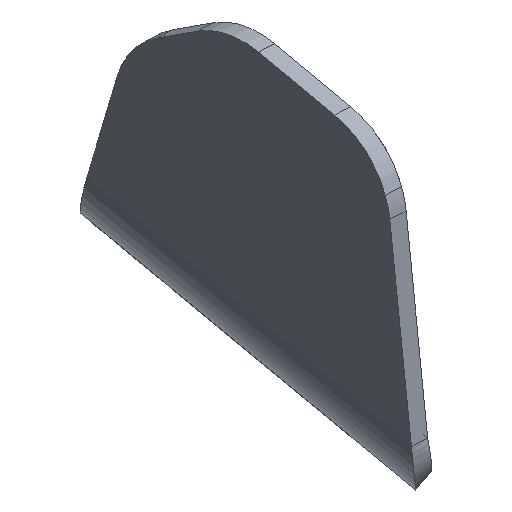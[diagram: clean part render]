
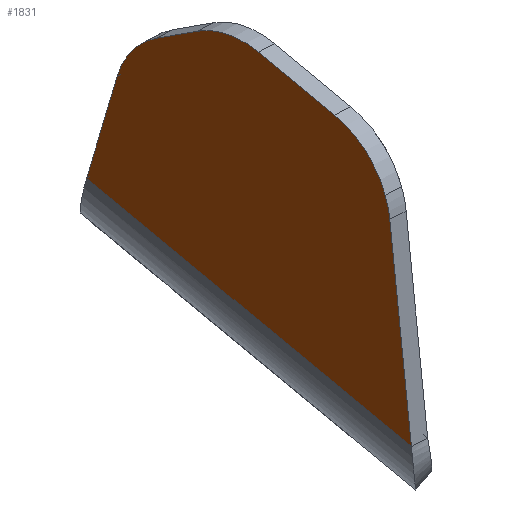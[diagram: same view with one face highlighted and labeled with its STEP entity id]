
A CAD part, left-side view. The second image highlights one B-rep face of the part: STEP entity #1831.
In plain terms, the highlighted planar face has unit normal (-0.641, 0.681, -0.355).
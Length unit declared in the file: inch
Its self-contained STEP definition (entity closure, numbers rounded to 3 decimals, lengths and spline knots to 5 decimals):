
#9 = VERTEX_POINT ( 'NONE', #1101 ) ;
#47 = VERTEX_POINT ( 'NONE', #286 ) ;
#96 = CARTESIAN_POINT ( 'NONE',  ( -4.28993, 0.90031, -10.0937 ) ) ;
#150 = CARTESIAN_POINT ( 'NONE',  ( -5.04707, -0.00517, -10.46339 ) ) ;
#184 = VERTEX_POINT ( 'NONE', #271 ) ;
#187 = CARTESIAN_POINT ( 'NONE',  ( -5.08685, 0.01581, -10.3513 ) ) ;
#189 = EDGE_CURVE ( 'NONE', #933, #9, #1269, .T. ) ;
#220 = PLANE ( 'NONE',  #1912 ) ;
#238 = EDGE_CURVE ( 'NONE', #9, #1649, #1768, .T. ) ;
#244 = LINE ( 'NONE', #1488, #433 ) ;
#247 = EDGE_CURVE ( 'NONE', #1649, #405, #814, .T. ) ;
#271 = CARTESIAN_POINT ( 'NONE',  ( -5.04322, 0.24856, -9.98356 ) ) ;
#286 = CARTESIAN_POINT ( 'NONE',  ( -4.58735, 0.87932, -9.59682 ) ) ;
#310 = EDGE_CURVE ( 'NONE', #405, #418, #323, .T. ) ;
#323 = LINE ( 'NONE', #480, #569 ) ;
#405 = VERTEX_POINT ( 'NONE', #579 ) ;
#409 = ORIENTED_EDGE ( 'NONE', *, *, #247, .T. ) ;
#418 = VERTEX_POINT ( 'NONE', #150 ) ;
#433 = VECTOR ( 'NONE', #1777, 39.37008 ) ;
#445 = DIRECTION ( 'NONE',  ( -0.641, 0.681, -0.355 ) ) ;
#449 = EDGE_CURVE ( 'NONE', #1703, #47, #1751, .T. ) ;
#469 = ORIENTED_EDGE ( 'NONE', *, *, #189, .T. ) ;
#478 = ORIENTED_EDGE ( 'NONE', *, *, #1366, .T. ) ;
#480 = CARTESIAN_POINT ( 'NONE',  ( -4.76368, -0.06482, -11.08965 ) ) ;
#487 = DIRECTION ( 'NONE',  ( 0.423, 0.699, 0.577 ) ) ;
#531 = ORIENTED_EDGE ( 'NONE', *, *, #449, .T. ) ;
#543 = DIRECTION ( 'NONE',  ( 0.641, 0.22, -0.735 ) ) ;
#557 = DIRECTION ( 'NONE',  ( -0.641, 0.681, -0.355 ) ) ;
#569 = VECTOR ( 'NONE', #907, 39.37008 ) ;
#579 = CARTESIAN_POINT ( 'NONE',  ( -4.57405, -0.10473, -11.5087 ) ) ;
#586 = CARTESIAN_POINT ( 'NONE',  ( -6.22225, -1.70078, -11.59386 ) ) ;
#677 = DIRECTION ( 'NONE',  ( 0.728, 0.685, 0. ) ) ;
#712 = VERTEX_POINT ( 'NONE', #187 ) ;
#718 = LINE ( 'NONE', #586, #1814 ) ;
#720 = ORIENTED_EDGE ( 'NONE', *, *, #310, .T. ) ;
#729 = VECTOR ( 'NONE', #543, 39.37008 ) ;
#814 = LINE ( 'NONE', #1436, #1039 ) ;
#821 = DIRECTION ( 'NONE',  ( 0.641, -0.681, 0.355 ) ) ;
#829 = AXIS2_PLACEMENT_3D ( 'NONE', #96, #1597, #1923 ) ;
#842 = CARTESIAN_POINT ( 'NONE',  ( -6.22225, -1.70078, -11.59386 ) ) ;
#878 = CARTESIAN_POINT ( 'NONE',  ( -4.53178, 1.09415, -9.28504 ) ) ;
#902 = ORIENTED_EDGE ( 'NONE', *, *, #1575, .T. ) ;
#907 = DIRECTION ( 'NONE',  ( -0.411, 0.086, 0.908 ) ) ;
#933 = VERTEX_POINT ( 'NONE', #953 ) ;
#953 = CARTESIAN_POINT ( 'NONE',  ( -4.36709, 1.06959, -9.6296 ) ) ;
#1001 = DIRECTION ( 'NONE',  ( 0.728, 0.685, 0. ) ) ;
#1020 = ORIENTED_EDGE ( 'NONE', *, *, #1096, .T. ) ;
#1039 = VECTOR ( 'NONE', #1143, 39.37008 ) ;
#1055 = CARTESIAN_POINT ( 'NONE',  ( -3.67004, 1.38991, -10.27401 ) ) ;
#1091 = ORIENTED_EDGE ( 'NONE', *, *, #1902, .T. ) ;
#1096 = EDGE_CURVE ( 'NONE', #47, #933, #244, .T. ) ;
#1101 = CARTESIAN_POINT ( 'NONE',  ( -4.07862, 1.24968, -9.8051 ) ) ;
#1102 = AXIS2_PLACEMENT_3D ( 'NONE', #1205, #1788, #1922 ) ;
#1143 = DIRECTION ( 'NONE',  ( -0.423, -0.699, -0.577 ) ) ;
#1156 = CARTESIAN_POINT ( 'NONE',  ( -4.72279, 0.35853, -10.3513 ) ) ;
#1205 = CARTESIAN_POINT ( 'NONE',  ( -4.72279, 0.35853, -10.3513 ) ) ;
#1236 = CIRCLE ( 'NONE', #1102, 0.5 ) ;
#1263 = FACE_OUTER_BOUND ( 'NONE', #1278, .T. ) ;
#1269 = CIRCLE ( 'NONE', #829, 0.5 ) ;
#1278 = EDGE_LOOP ( 'NONE', ( #1020, #469, #1738, #409, #720, #478, #1091, #902, #531 ) ) ;
#1366 = EDGE_CURVE ( 'NONE', #418, #712, #1236, .T. ) ;
#1436 = CARTESIAN_POINT ( 'NONE',  ( -5.36051, -1.40502, -12.58283 ) ) ;
#1488 = CARTESIAN_POINT ( 'NONE',  ( -4.74309, 0.74479, -9.57364 ) ) ;
#1500 = CARTESIAN_POINT ( 'NONE',  ( -4.83062, 0.60007, -9.69318 ) ) ;
#1575 = EDGE_CURVE ( 'NONE', #184, #1703, #718, .T. ) ;
#1597 = DIRECTION ( 'NONE',  ( -0.641, 0.681, -0.355 ) ) ;
#1601 = AXIS2_PLACEMENT_3D ( 'NONE', #1604, #445, #1785 ) ;
#1604 = CARTESIAN_POINT ( 'NONE',  ( -4.51019, 0.71005, -10.06092 ) ) ;
#1629 = AXIS2_PLACEMENT_3D ( 'NONE', #1156, #557, #1001 ) ;
#1649 = VERTEX_POINT ( 'NONE', #1055 ) ;
#1703 = VERTEX_POINT ( 'NONE', #1500 ) ;
#1738 = ORIENTED_EDGE ( 'NONE', *, *, #238, .T. ) ;
#1751 = CIRCLE ( 'NONE', #1601, 0.5 ) ;
#1768 = LINE ( 'NONE', #878, #729 ) ;
#1777 = DIRECTION ( 'NONE',  ( 0.752, 0.65, -0.112 ) ) ;
#1785 = DIRECTION ( 'NONE',  ( 0.728, 0.685, 0. ) ) ;
#1788 = DIRECTION ( 'NONE',  ( -0.641, 0.681, -0.355 ) ) ;
#1814 = VECTOR ( 'NONE', #487, 39.37008 ) ;
#1831 = ADVANCED_FACE ( 'NONE', ( #1263 ), #220, .F. ) ;
#1850 = CIRCLE ( 'NONE', #1629, 0.5 ) ;
#1902 = EDGE_CURVE ( 'NONE', #712, #184, #1850, .T. ) ;
#1912 = AXIS2_PLACEMENT_3D ( 'NONE', #842, #821, #677 ) ;
#1922 = DIRECTION ( 'NONE',  ( 0.728, 0.685, 0. ) ) ;
#1923 = DIRECTION ( 'NONE',  ( 0.728, 0.685, 0. ) ) ;
